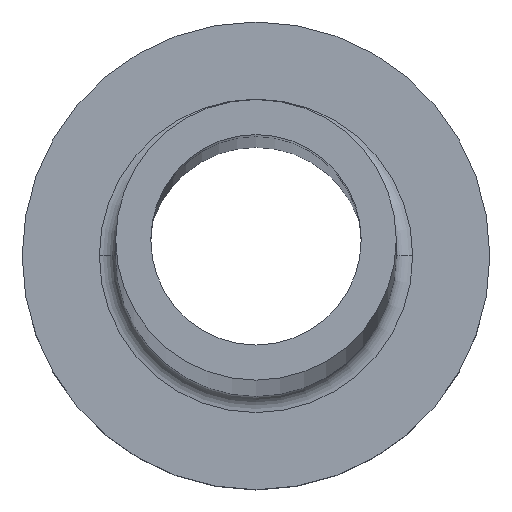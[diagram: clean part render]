
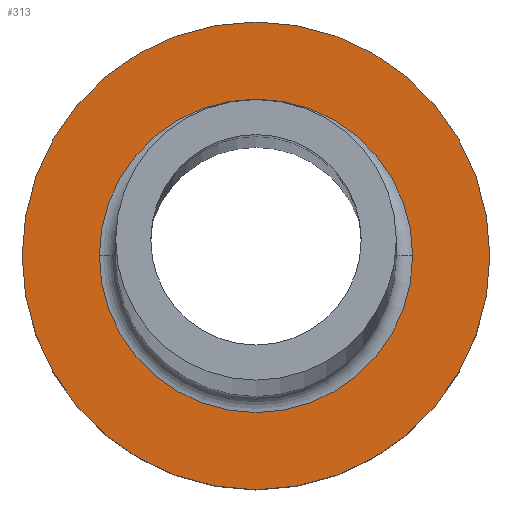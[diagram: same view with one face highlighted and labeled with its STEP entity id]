
A CAD part, top view. The second image highlights one B-rep face of the part: STEP entity #313.
In plain terms, the highlighted planar face has unit normal (0, 0, 1).
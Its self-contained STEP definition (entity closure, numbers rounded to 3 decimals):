
#14 = CARTESIAN_POINT ( 'NONE',  ( 0., 0., 7. ) ) ;
#16 = AXIS2_PLACEMENT_3D ( 'NONE', #343, #305, #279 ) ;
#31 = VERTEX_POINT ( 'NONE', #221 ) ;
#32 = DIRECTION ( 'NONE',  ( 1., 0., 0. ) ) ;
#36 = DIRECTION ( 'NONE',  ( 0., 0., 1. ) ) ;
#41 = CARTESIAN_POINT ( 'NONE',  ( -10., 0., 7. ) ) ;
#48 = EDGE_LOOP ( 'NONE', ( #341, #142 ) ) ;
#72 = DIRECTION ( 'NONE',  ( 0., 0., 1. ) ) ;
#123 = DIRECTION ( 'NONE',  ( 0., 0., -1. ) ) ;
#135 = AXIS2_PLACEMENT_3D ( 'NONE', #248, #183, #143 ) ;
#142 = ORIENTED_EDGE ( 'NONE', *, *, #265, .T. ) ;
#143 = DIRECTION ( 'NONE',  ( 1., 0., 0. ) ) ;
#145 = FACE_OUTER_BOUND ( 'NONE', #48, .T. ) ;
#152 = EDGE_CURVE ( 'NONE', #456, #31, #420, .T. ) ;
#178 = AXIS2_PLACEMENT_3D ( 'NONE', #210, #36, #319 ) ;
#183 = DIRECTION ( 'NONE',  ( 0., 0., 1. ) ) ;
#191 = CARTESIAN_POINT ( 'NONE',  ( -6.7, 0., 7. ) ) ;
#194 = CIRCLE ( 'NONE', #399, 6.7 ) ;
#210 = CARTESIAN_POINT ( 'NONE',  ( 0., 0., 7. ) ) ;
#221 = CARTESIAN_POINT ( 'NONE',  ( 6.7, 0., 7. ) ) ;
#224 = ORIENTED_EDGE ( 'NONE', *, *, #152, .T. ) ;
#229 = AXIS2_PLACEMENT_3D ( 'NONE', #389, #72, #32 ) ;
#243 = EDGE_LOOP ( 'NONE', ( #429, #224 ) ) ;
#246 = FACE_BOUND ( 'NONE', #243, .T. ) ;
#248 = CARTESIAN_POINT ( 'NONE',  ( 0., 0., 7. ) ) ;
#265 = EDGE_CURVE ( 'NONE', #354, #380, #372, .T. ) ;
#279 = DIRECTION ( 'NONE',  ( 1., 0., 0. ) ) ;
#282 = PLANE ( 'NONE',  #135 ) ;
#305 = DIRECTION ( 'NONE',  ( 0., 0., -1. ) ) ;
#313 = ADVANCED_FACE ( 'NONE', ( #246, #145 ), #282, .T. ) ;
#319 = DIRECTION ( 'NONE',  ( 1., 0., 0. ) ) ;
#333 = DIRECTION ( 'NONE',  ( 1., 0., 0. ) ) ;
#341 = ORIENTED_EDGE ( 'NONE', *, *, #352, .T. ) ;
#343 = CARTESIAN_POINT ( 'NONE',  ( 0., 0., 7. ) ) ;
#352 = EDGE_CURVE ( 'NONE', #380, #354, #381, .T. ) ;
#354 = VERTEX_POINT ( 'NONE', #394 ) ;
#372 = CIRCLE ( 'NONE', #178, 10. ) ;
#380 = VERTEX_POINT ( 'NONE', #41 ) ;
#381 = CIRCLE ( 'NONE', #229, 10. ) ;
#389 = CARTESIAN_POINT ( 'NONE',  ( 0., 0., 7. ) ) ;
#394 = CARTESIAN_POINT ( 'NONE',  ( 10., 0., 7. ) ) ;
#399 = AXIS2_PLACEMENT_3D ( 'NONE', #14, #123, #333 ) ;
#420 = CIRCLE ( 'NONE', #16, 6.7 ) ;
#429 = ORIENTED_EDGE ( 'NONE', *, *, #439, .T. ) ;
#439 = EDGE_CURVE ( 'NONE', #31, #456, #194, .T. ) ;
#456 = VERTEX_POINT ( 'NONE', #191 ) ;
